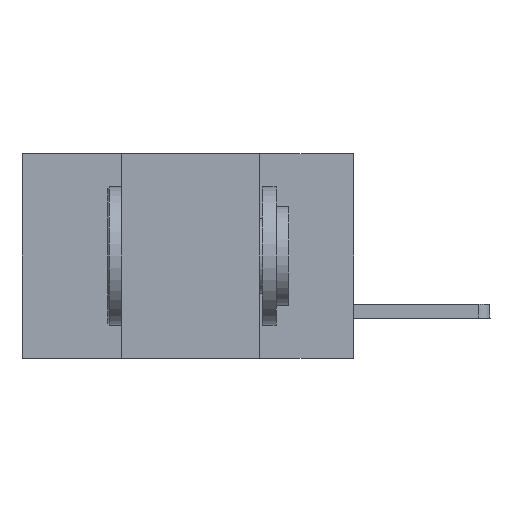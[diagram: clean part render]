
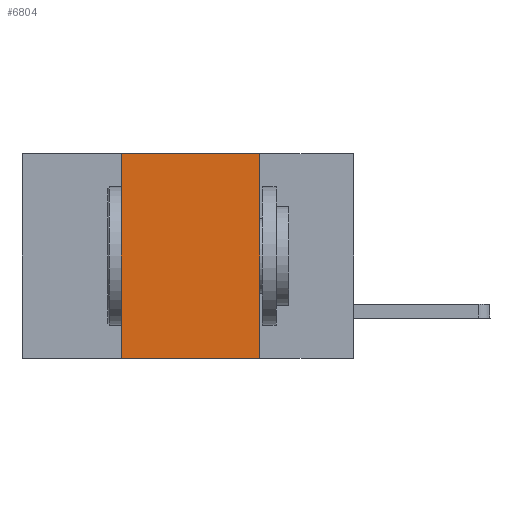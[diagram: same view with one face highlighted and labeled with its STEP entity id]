
A CAD part, left-side view. The second image highlights one B-rep face of the part: STEP entity #6804.
In plain terms, the highlighted planar face has unit normal (-1, 0, 0).
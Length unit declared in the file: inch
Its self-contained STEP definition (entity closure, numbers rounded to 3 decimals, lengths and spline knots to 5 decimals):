
#74 = LINE ( 'NONE', #3422, #10072 ) ;
#1186 = VECTOR ( 'NONE', #3399, 39.37008 ) ;
#1485 = VERTEX_POINT ( 'NONE', #6225 ) ;
#2957 = ORIENTED_EDGE ( 'NONE', *, *, #6858, .F. ) ;
#3102 = CARTESIAN_POINT ( 'NONE',  ( 0., 0.42, 0. ) ) ;
#3131 = EDGE_LOOP ( 'NONE', ( #2957, #10820, #6083, #3590 ) ) ;
#3197 = DIRECTION ( 'NONE',  ( 0., 0., -1. ) ) ;
#3399 = DIRECTION ( 'NONE',  ( 0., -1., 0. ) ) ;
#3403 = DIRECTION ( 'NONE',  ( 0., 0., 1. ) ) ;
#3422 = CARTESIAN_POINT ( 'NONE',  ( 0., 0.17, 0. ) ) ;
#3590 = ORIENTED_EDGE ( 'NONE', *, *, #8068, .T. ) ;
#3778 = DIRECTION ( 'NONE',  ( 0., 0., -1. ) ) ;
#3800 = CARTESIAN_POINT ( 'NONE',  ( 0., 0.6, 0. ) ) ;
#3805 = DIRECTION ( 'NONE',  ( 1., 0., 0. ) ) ;
#3815 = CARTESIAN_POINT ( 'NONE',  ( 0., 0.6, 0. ) ) ;
#3831 = PLANE ( 'NONE',  #10678 ) ;
#4205 = LINE ( 'NONE', #3800, #1186 ) ;
#4617 = LINE ( 'NONE', #7968, #6794 ) ;
#6083 = ORIENTED_EDGE ( 'NONE', *, *, #7464, .F. ) ;
#6084 = EDGE_CURVE ( 'NONE', #1485, #10970, #4205, .T. ) ;
#6225 = CARTESIAN_POINT ( 'NONE',  ( 0., 0.42, 0. ) ) ;
#6794 = VECTOR ( 'NONE', #11863, 39.37008 ) ;
#6804 = ADVANCED_FACE ( 'NONE', ( #8981 ), #3831, .F. ) ;
#6858 = EDGE_CURVE ( 'NONE', #10970, #10024, #74, .T. ) ;
#7323 = CARTESIAN_POINT ( 'NONE',  ( 0., 0.42, -0.37 ) ) ;
#7382 = CARTESIAN_POINT ( 'NONE',  ( 0., 0.17, -0.37 ) ) ;
#7464 = EDGE_CURVE ( 'NONE', #11473, #1485, #8213, .T. ) ;
#7968 = CARTESIAN_POINT ( 'NONE',  ( 0., 0.6, -0.37 ) ) ;
#8068 = EDGE_CURVE ( 'NONE', #11473, #10024, #4617, .T. ) ;
#8213 = LINE ( 'NONE', #3102, #10825 ) ;
#8981 = FACE_OUTER_BOUND ( 'NONE', #3131, .T. ) ;
#10024 = VERTEX_POINT ( 'NONE', #7382 ) ;
#10072 = VECTOR ( 'NONE', #3197, 39.37008 ) ;
#10678 = AXIS2_PLACEMENT_3D ( 'NONE', #3815, #3805, #3778 ) ;
#10820 = ORIENTED_EDGE ( 'NONE', *, *, #6084, .F. ) ;
#10825 = VECTOR ( 'NONE', #3403, 39.37008 ) ;
#10970 = VERTEX_POINT ( 'NONE', #12312 ) ;
#11473 = VERTEX_POINT ( 'NONE', #7323 ) ;
#11863 = DIRECTION ( 'NONE',  ( 0., -1., 0. ) ) ;
#12312 = CARTESIAN_POINT ( 'NONE',  ( 0., 0.17, 0. ) ) ;
